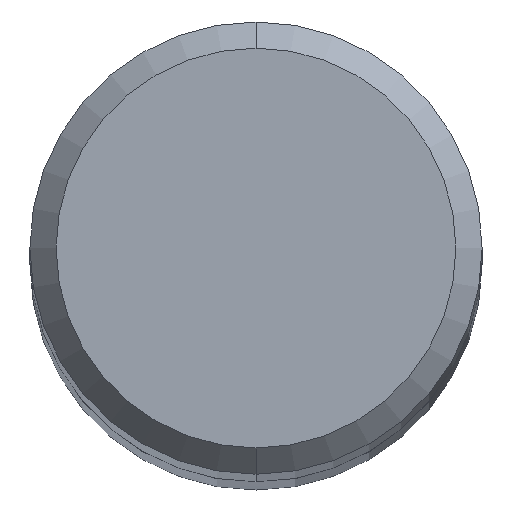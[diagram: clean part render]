
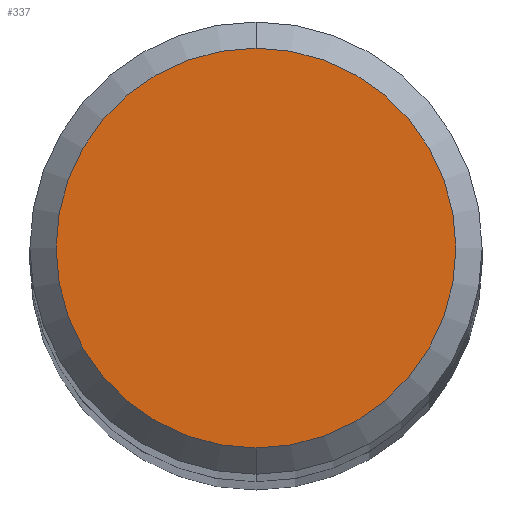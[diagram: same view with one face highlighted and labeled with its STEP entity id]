
A CAD part, top view. The second image highlights one B-rep face of the part: STEP entity #337.
In plain terms, the highlighted planar face has unit normal (0, 0, 1).
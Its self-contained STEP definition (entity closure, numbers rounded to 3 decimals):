
#163=EDGE_CURVE('',#241,#291,#439,.T.);
#193=EDGE_CURVE('',#291,#241,#471,.T.);
#241=VERTEX_POINT('',#523);
#291=VERTEX_POINT('',#580);
#337=ADVANCED_FACE('',(#629),#630,.T.);
#439=CIRCLE('',#733,3.05);
#471=CIRCLE('',#856,3.05);
#523=CARTESIAN_POINT('',(0.,-3.05,0.0));
#580=CARTESIAN_POINT('',(0.0,3.05,0.0));
#629=FACE_OUTER_BOUND('',#1102,.T.);
#630=PLANE('',#1103);
#733=AXIS2_PLACEMENT_3D('',#1321,#1322,#1323);
#856=AXIS2_PLACEMENT_3D('',#1347,#1348,#1349);
#1102=EDGE_LOOP('',(#1527,#1528));
#1103=AXIS2_PLACEMENT_3D('',#1529,#1530,#1531);
#1321=CARTESIAN_POINT('',(0.0,0.0,0.0));
#1322=DIRECTION('',(0.0,0.0,-1.0));
#1323=DIRECTION('',(0.0,1.0,0.0));
#1347=CARTESIAN_POINT('',(0.0,0.0,0.0));
#1348=DIRECTION('',(0.0,0.0,-1.0));
#1349=DIRECTION('',(0.0,1.0,0.0));
#1527=ORIENTED_EDGE('',*,*,#193,.F.);
#1528=ORIENTED_EDGE('',*,*,#163,.F.);
#1529=CARTESIAN_POINT('',(0.0,1.525,0.0));
#1530=DIRECTION('',(-0.0,0.0,1.0));
#1531=DIRECTION('',(0.0,-1.0,0.0));
